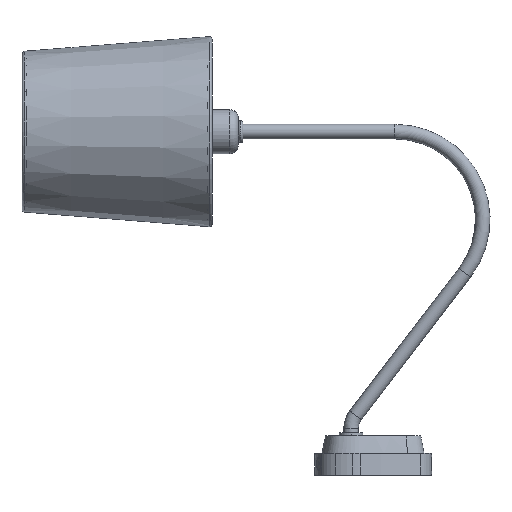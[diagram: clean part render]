
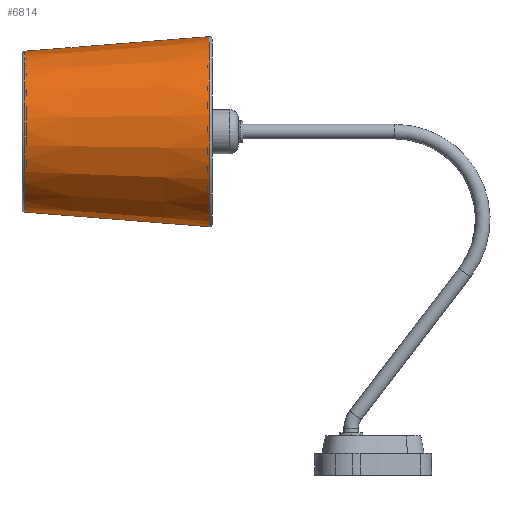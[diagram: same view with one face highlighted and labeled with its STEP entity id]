
A CAD part, left-side view. The second image highlights one B-rep face of the part: STEP entity #6814.
In plain terms, the highlighted conical face has half-angle 4.538 degrees and reference radius 65 mm.
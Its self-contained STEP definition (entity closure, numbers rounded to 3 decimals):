
#80 = VECTOR ( 'NONE', #6907, 1000. ) ;
#93 = VERTEX_POINT ( 'NONE', #4913 ) ;
#163 = VERTEX_POINT ( 'NONE', #874 ) ;
#190 = DIRECTION ( 'NONE',  ( 0., 0., -1. ) ) ;
#245 = CONICAL_SURFACE ( 'NONE', #5440, 65., 0.079 ) ;
#288 = AXIS2_PLACEMENT_3D ( 'NONE', #7328, #980, #190 ) ;
#479 = EDGE_CURVE ( 'NONE', #6114, #93, #1151, .T. ) ;
#573 = DIRECTION ( 'NONE',  ( 0., -1., 0. ) ) ;
#587 = CIRCLE ( 'NONE', #288, 55. ) ;
#619 = ORIENTED_EDGE ( 'NONE', *, *, #4677, .T. ) ;
#874 = CARTESIAN_POINT ( 'NONE',  ( 0., 112., 170. ) ) ;
#968 = AXIS2_PLACEMENT_3D ( 'NONE', #4842, #573, #1274 ) ;
#980 = DIRECTION ( 'NONE',  ( 0., -1., 0. ) ) ;
#1109 = EDGE_CURVE ( 'NONE', #6114, #2063, #587, .T. ) ;
#1151 = LINE ( 'NONE', #3982, #80 ) ;
#1274 = DIRECTION ( 'NONE',  ( 0., 0., -1. ) ) ;
#1708 = FACE_OUTER_BOUND ( 'NONE', #2991, .T. ) ;
#2063 = VERTEX_POINT ( 'NONE', #4204 ) ;
#2991 = EDGE_LOOP ( 'NONE', ( #3896, #6027, #619, #4110 ) ) ;
#3056 = VECTOR ( 'NONE', #8238, 1000. ) ;
#3896 = ORIENTED_EDGE ( 'NONE', *, *, #479, .F. ) ;
#3982 = CARTESIAN_POINT ( 'NONE',  ( 0., 112., 300. ) ) ;
#4110 = ORIENTED_EDGE ( 'NONE', *, *, #5687, .F. ) ;
#4204 = CARTESIAN_POINT ( 'NONE',  ( 0., 238., 180. ) ) ;
#4539 = CARTESIAN_POINT ( 'NONE',  ( 0., 112., 170. ) ) ;
#4677 = EDGE_CURVE ( 'NONE', #2063, #163, #8886, .T. ) ;
#4842 = CARTESIAN_POINT ( 'NONE',  ( 0., 112., 235. ) ) ;
#4913 = CARTESIAN_POINT ( 'NONE',  ( 0., 112., 300. ) ) ;
#5440 = AXIS2_PLACEMENT_3D ( 'NONE', #7408, #8002, #7311 ) ;
#5687 = EDGE_CURVE ( 'NONE', #93, #163, #6597, .T. ) ;
#6027 = ORIENTED_EDGE ( 'NONE', *, *, #1109, .T. ) ;
#6114 = VERTEX_POINT ( 'NONE', #6268 ) ;
#6268 = CARTESIAN_POINT ( 'NONE',  ( 0., 238., 290. ) ) ;
#6597 = CIRCLE ( 'NONE', #968, 65. ) ;
#6814 = ADVANCED_FACE ( 'NONE', ( #1708 ), #245, .T. ) ;
#6907 = DIRECTION ( 'NONE',  ( 0., -0.997, 0.079 ) ) ;
#7311 = DIRECTION ( 'NONE',  ( 0., 0., -1. ) ) ;
#7328 = CARTESIAN_POINT ( 'NONE',  ( 0., 238., 235. ) ) ;
#7408 = CARTESIAN_POINT ( 'NONE',  ( 0., 112., 235. ) ) ;
#8002 = DIRECTION ( 'NONE',  ( 0., -1., 0. ) ) ;
#8238 = DIRECTION ( 'NONE',  ( 0., -0.997, -0.079 ) ) ;
#8886 = LINE ( 'NONE', #4539, #3056 ) ;
